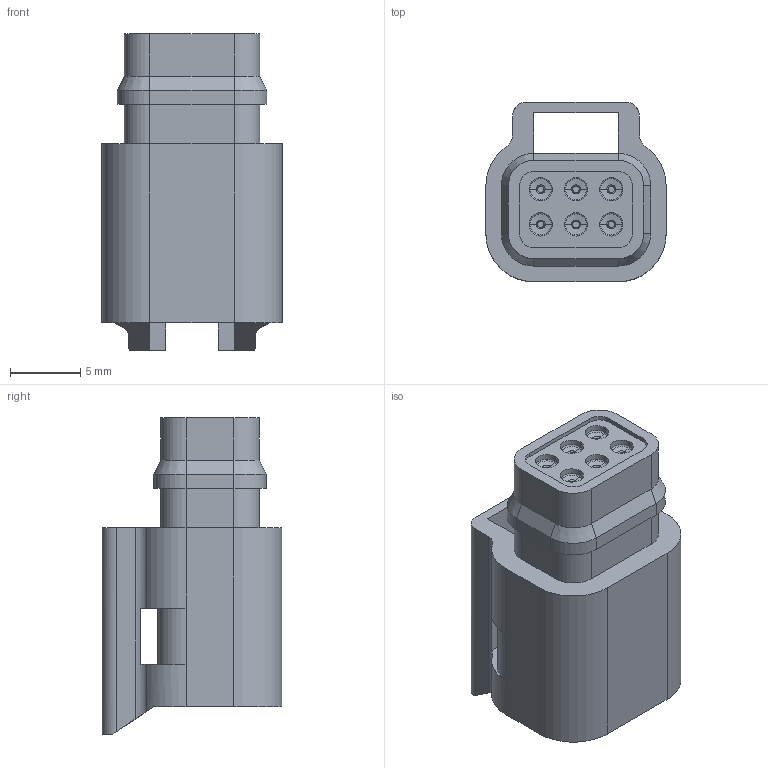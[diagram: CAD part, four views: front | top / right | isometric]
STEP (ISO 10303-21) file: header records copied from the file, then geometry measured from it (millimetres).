
FILE_DESCRIPTION (( 'STEP AP214' ), '1' );
FILE_NAME ('ASC105-06SX.STEP', '2016-03-15T11:36:51', ( 'TE Connectivity' ), ( 'TE Connectivity' ), 'SwSTEP 2.0', 'SolidWorks 2014', '' );
FILE_SCHEMA (( 'AUTOMOTIVE_DESIGN' ));
Length unit declared in the file: millimetre
Products named in the file (1): ASC105-06SX
Bounding box: 12.8 x 12.75 x 22.45 mm (x, y, z)
Volume: 1596.7 mm3; surface area: 1980.6 mm2
Topology: 1 solids, 5 shells, 305 faces, 694 edges, 417 vertices
Faces by surface type: cylinder 106, plane 103, torus 48, cone 48
Entity records: 11776 total; most frequent: DIRECTION 1614, CARTESIAN_POINT 1515, ORIENTED_EDGE 1388, EDGE_CURVE 694, AXIS2_PLACEMENT_3D 636, VERTEX_POINT 417, LINE 342, VECTOR 342
